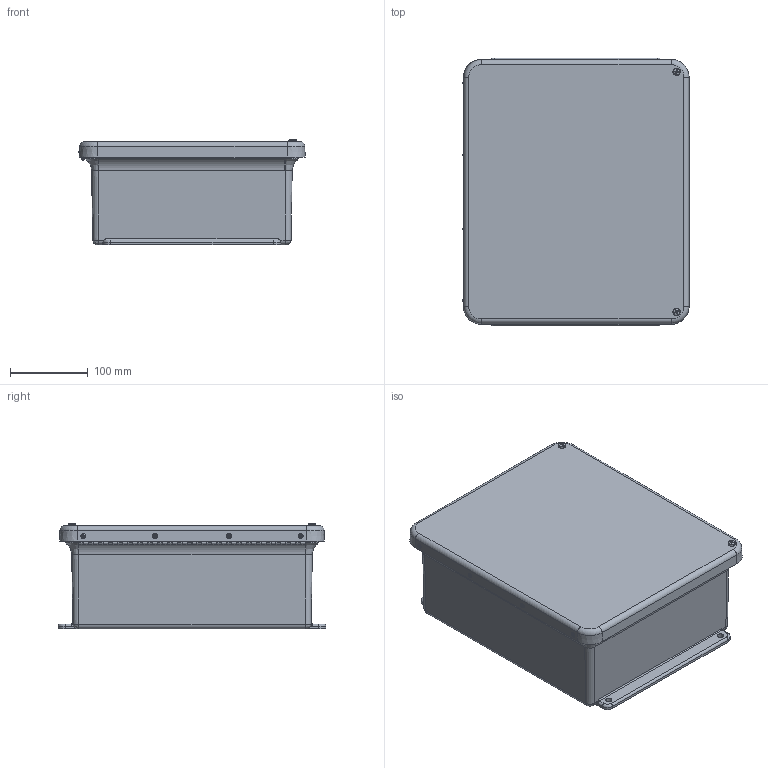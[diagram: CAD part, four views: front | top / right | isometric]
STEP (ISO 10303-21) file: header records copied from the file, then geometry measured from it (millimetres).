
FILE_DESCRIPTION(/* description */ (''),/* implementation_level */ '2;1');
FILE_NAME(/* name */ 'HW-WHJ121005CHSC.stp',/* time_stamp */ '2014-04-08T07:48:31-05:00',/* author */ ('jtigges'),/* organization */ (''),/* preprocessor_version */ 'ST-DEVELOPER v15.2',/* originating_system */ 'Autodesk Inventor 2014',/* authorisation */ '');
FILE_SCHEMA (('AUTOMOTIVE_DESIGN { 1 0 10303 214 3 1 1 }'));
Length unit declared in the file: inch
Products named in the file (18): J1210HW_1; RMINS45821P_113; RMINS45821P_114; RMINS45821P_115; RMINS45821P_116; RMINS45821P_117; RMINS45821P_118; J1210BHW; RMHINGCOV11; RMHINGPIN11; RMHINGBOX11; RMHING11; J1210HWCVR; GASKET_1210; WP1210HWU; RMSC10X063PHCPH; RMRIV43; WH-J1210HW_STP
Bounding box: 291.05 x 344.49 x 136.19 mm (x, y, z)
Volume: 1419357 mm3; surface area: 752192.1 mm2
Topology: 22 solids, 22 shells, 791 faces, 1989 edges, 1267 vertices
Faces by surface type: cylinder 303, plane 283, cone 129, torus 40, bspline 32, sphere 4
Full cylindrical faces by diameter (mm): 2.159 x47, 3.175 x8, 3.327 x8, 3.556 x8, 3.683 x2, 3.861 x5, 3.962 x7, 3.967 x40, 4.826 x40, 5.537 x4, 6.35 x8, 6.858 x6
Entity records: 20391 total; most frequent: CARTESIAN_POINT 4729, DIRECTION 3372, ORIENTED_EDGE 2828, EDGE_CURVE 1414, AXIS2_PLACEMENT_3D 1329, VERTEX_POINT 998, EDGE_LOOP 982, LINE 714
